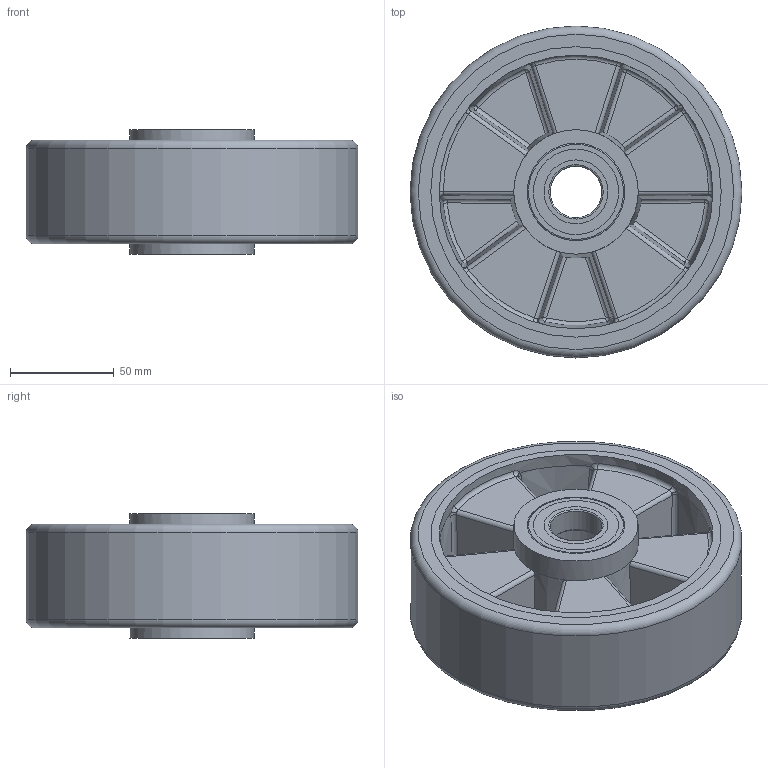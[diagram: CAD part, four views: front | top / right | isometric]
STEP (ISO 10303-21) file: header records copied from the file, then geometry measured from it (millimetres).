
FILE_DESCRIPTION (( 'STEP AP214' ), '1' );
FILE_NAME ('0036202_PUZA-160-50-60-K25.step', '2018-02-28T11:19:43', ( '' ), ( '' ), 'SwSTEP 2.0', 'SolidWorks 2018', '' );
FILE_SCHEMA (( 'AUTOMOTIVE_DESIGN' ));
Length unit declared in the file: millimetre
Products named in the file (1): 0036202_PUZA-160-50-60-K25
Bounding box: 160 x 160 x 60 mm (x, y, z)
Volume: 524936.2 mm3; surface area: 182779.7 mm2
Topology: 12 solids, 12 shells, 286 faces, 642 edges, 388 vertices
Faces by surface type: cylinder 78, plane 72, bspline 60, torus 36, cone 20, sphere 20
Full cylindrical faces by diameter (mm): 25 x2, 30.83 x8, 32.172 x4, 39.828 x4, 41.17 x8, 42 x1, 47 x4, 60 x2, 132 x2, 140 x2, 160 x1
Entity records: 13083 total; most frequent: CARTESIAN_POINT 4271, ORIENTED_EDGE 1124, DIRECTION 1058, EDGE_CURVE 562, AXIS2_PLACEMENT_3D 489, EDGE_LOOP 368, VERTEX_POINT 362, FACE_OUTER_BOUND 336
